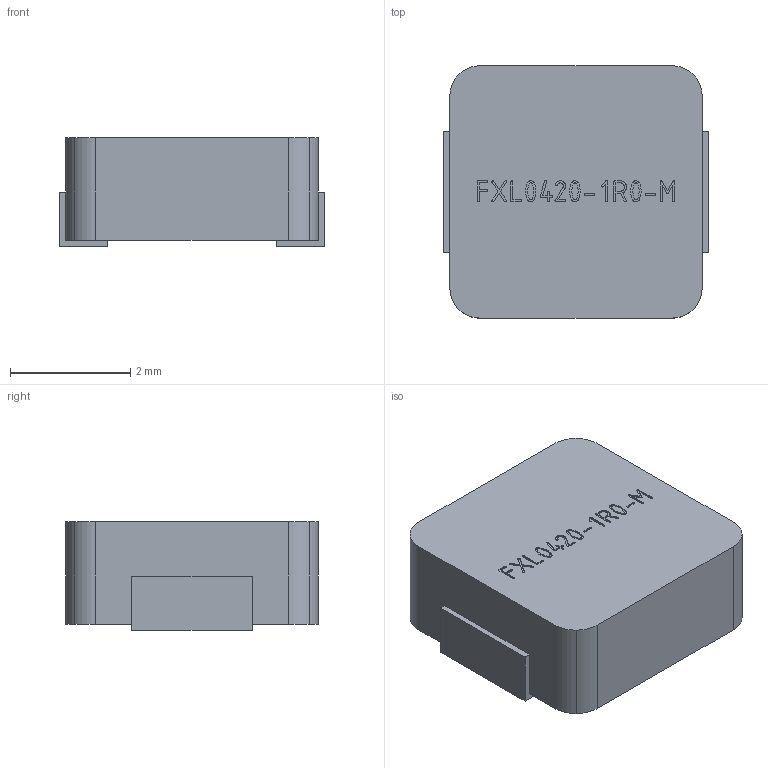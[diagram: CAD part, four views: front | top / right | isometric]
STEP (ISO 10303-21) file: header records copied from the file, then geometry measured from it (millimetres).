
FILE_DESCRIPTION(('STEP AP242'),'1');
FILE_NAME('Inductor vergleichbar mit FXL0420-1R0-M.stp','2020-07-15T13:45:52',(' '),(' '),'Spatial InterOp 3D',' ',' ');
FILE_SCHEMA(('AP242_MANAGED_MODEL_BASED_3D_ENGINEERING_MIM_LF {1 0 10303 442 1 1 4}'));
Length unit declared in the file: metre
Products named in the file (1): Volumenkörper
Bounding box: 4.4 x 4.2 x 1.8 mm (x, y, z)
Volume: 30.3 mm3; surface area: 64.5 mm2
Topology: 1 solids, 1 shells, 216 faces, 595 edges, 398 vertices
Faces by surface type: extrusion 115, plane 93, cylinder 8
Entity records: 9204 total; most frequent: CARTESIAN_POINT 2374, ORIENTED_EDGE 1190, DIRECTION 700, EDGE_CURVE 595, VECTOR 464, VERTEX_POINT 398, LINE 349, B_SPLINE_CURVE_WITH_KNOTS 345
